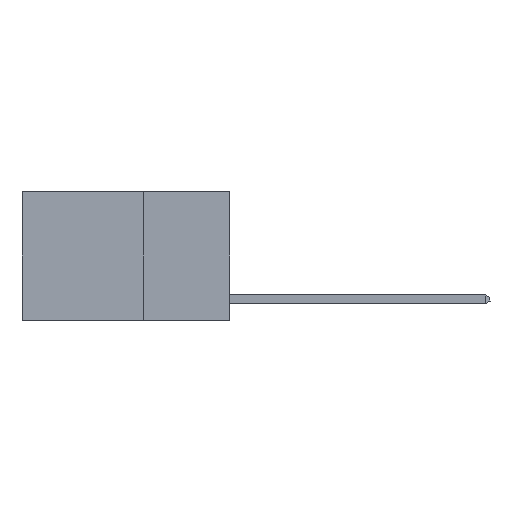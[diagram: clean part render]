
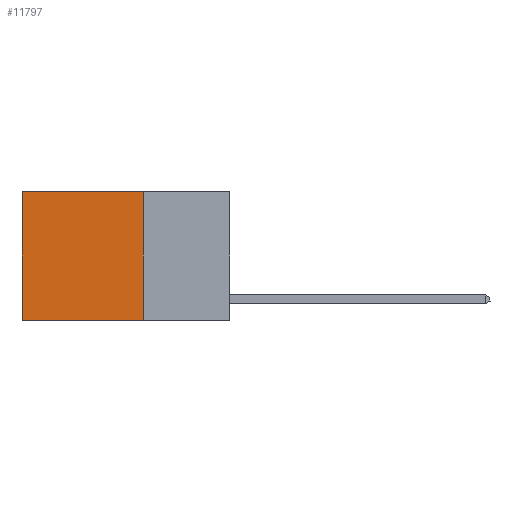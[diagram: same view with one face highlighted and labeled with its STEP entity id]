
A CAD part, left-side view. The second image highlights one B-rep face of the part: STEP entity #11797.
In plain terms, the highlighted planar face has unit normal (-1, 0, 0).
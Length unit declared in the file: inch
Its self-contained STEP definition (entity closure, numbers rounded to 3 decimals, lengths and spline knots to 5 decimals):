
#879 = DIRECTION ( 'NONE',  ( 0., 1., 0. ) ) ;
#1762 = CARTESIAN_POINT ( 'NONE',  ( 0.2625, 0.25, 0. ) ) ;
#1846 = DIRECTION ( 'NONE',  ( 0., 0., -1. ) ) ;
#1880 = CARTESIAN_POINT ( 'NONE',  ( 0.2625, 0.25, -0.37 ) ) ;
#2519 = ORIENTED_EDGE ( 'NONE', *, *, #24056, .F. ) ;
#3208 = CARTESIAN_POINT ( 'NONE',  ( 0.2625, 0.25, -0.37 ) ) ;
#3585 = EDGE_CURVE ( 'NONE', #10449, #5051, #6319, .T. ) ;
#4612 = VERTEX_POINT ( 'NONE', #19366 ) ;
#5051 = VERTEX_POINT ( 'NONE', #6345 ) ;
#5469 = EDGE_LOOP ( 'NONE', ( #16651, #21766, #2519, #10447 ) ) ;
#6319 = LINE ( 'NONE', #11192, #16670 ) ;
#6345 = CARTESIAN_POINT ( 'NONE',  ( 0.2625, 0.6, 0. ) ) ;
#7014 = EDGE_CURVE ( 'NONE', #5051, #4612, #12636, .T. ) ;
#8085 = CARTESIAN_POINT ( 'NONE',  ( 0.2625, 0.25, 0. ) ) ;
#8288 = DIRECTION ( 'NONE',  ( 1., 0., 0. ) ) ;
#8327 = DIRECTION ( 'NONE',  ( 0., 0., -1. ) ) ;
#9339 = FACE_OUTER_BOUND ( 'NONE', #5469, .T. ) ;
#10220 = EDGE_CURVE ( 'NONE', #13589, #4612, #15259, .T. ) ;
#10447 = ORIENTED_EDGE ( 'NONE', *, *, #3585, .T. ) ;
#10449 = VERTEX_POINT ( 'NONE', #1762 ) ;
#11192 = CARTESIAN_POINT ( 'NONE',  ( 0.2625, 0.25, 0. ) ) ;
#11797 = ADVANCED_FACE ( 'NONE', ( #9339 ), #20672, .F. ) ;
#11984 = VECTOR ( 'NONE', #8327, 39.37008 ) ;
#12636 = LINE ( 'NONE', #24875, #11984 ) ;
#13589 = VERTEX_POINT ( 'NONE', #1880 ) ;
#15259 = LINE ( 'NONE', #3208, #20108 ) ;
#16522 = CARTESIAN_POINT ( 'NONE',  ( 0.2625, 0.25, 0. ) ) ;
#16651 = ORIENTED_EDGE ( 'NONE', *, *, #7014, .T. ) ;
#16670 = VECTOR ( 'NONE', #879, 39.37008 ) ;
#18270 = LINE ( 'NONE', #8085, #23098 ) ;
#19366 = CARTESIAN_POINT ( 'NONE',  ( 0.2625, 0.6, -0.37 ) ) ;
#19745 = DIRECTION ( 'NONE',  ( 0., 1., 0. ) ) ;
#20108 = VECTOR ( 'NONE', #19745, 39.37008 ) ;
#20672 = PLANE ( 'NONE',  #22763 ) ;
#21766 = ORIENTED_EDGE ( 'NONE', *, *, #10220, .F. ) ;
#22748 = DIRECTION ( 'NONE',  ( 0., 0., -1. ) ) ;
#22763 = AXIS2_PLACEMENT_3D ( 'NONE', #16522, #8288, #22748 ) ;
#23098 = VECTOR ( 'NONE', #1846, 39.37008 ) ;
#24056 = EDGE_CURVE ( 'NONE', #10449, #13589, #18270, .T. ) ;
#24875 = CARTESIAN_POINT ( 'NONE',  ( 0.2625, 0.6, 0. ) ) ;
